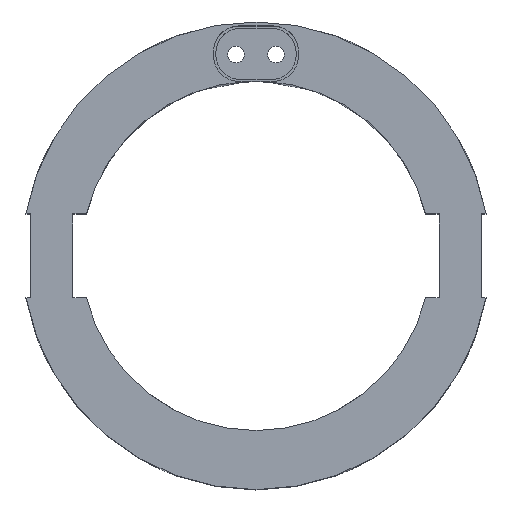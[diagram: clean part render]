
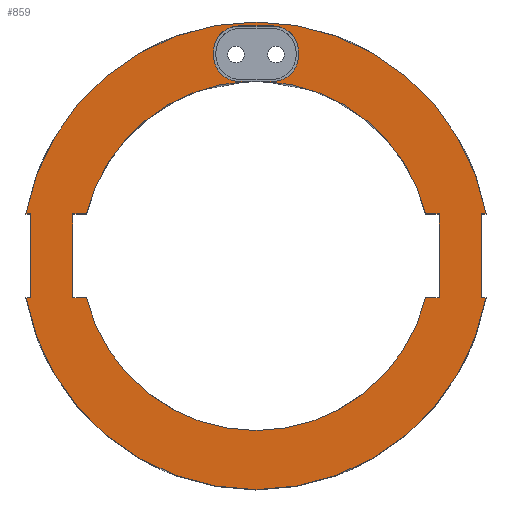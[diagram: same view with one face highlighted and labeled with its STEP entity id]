
A CAD part, top view. The second image highlights one B-rep face of the part: STEP entity #859.
In plain terms, the highlighted planar face has unit normal (0, 0, 1).
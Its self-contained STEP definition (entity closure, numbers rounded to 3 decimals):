
#184 = EDGE_CURVE('',#185,#187,#189,.T.);
#185 = VERTEX_POINT('',#186);
#186 = CARTESIAN_POINT('',(2.05,27.425,26.));
#187 = VERTEX_POINT('',#188);
#188 = CARTESIAN_POINT('',(-2.05,27.425,26.));
#189 = LINE('',#190,#191);
#190 = CARTESIAN_POINT('',(5.05,27.425,26.));
#191 = VECTOR('',#192,1.);
#192 = DIRECTION('',(-1.,0.,0.));
#215 = EDGE_CURVE('',#185,#216,#218,.T.);
#216 = VERTEX_POINT('',#217);
#217 = CARTESIAN_POINT('',(5.05,24.425,26.));
#218 = CIRCLE('',#219,3.);
#219 = AXIS2_PLACEMENT_3D('',#220,#221,#222);
#220 = CARTESIAN_POINT('',(2.05,24.425,26.));
#221 = DIRECTION('',(0.,0.,-1.));
#222 = DIRECTION('',(0.,1.,0.));
#240 = EDGE_CURVE('',#187,#241,#243,.T.);
#241 = VERTEX_POINT('',#242);
#242 = CARTESIAN_POINT('',(-5.05,24.425,26.));
#243 = CIRCLE('',#244,3.);
#244 = AXIS2_PLACEMENT_3D('',#245,#246,#247);
#245 = CARTESIAN_POINT('',(-2.05,24.425,26.));
#246 = DIRECTION('',(0.,-0.,1.));
#247 = DIRECTION('',(0.,1.,0.));
#265 = EDGE_CURVE('',#266,#216,#268,.T.);
#266 = VERTEX_POINT('',#267);
#267 = CARTESIAN_POINT('',(5.05,23.825,26.));
#268 = LINE('',#269,#270);
#269 = CARTESIAN_POINT('',(5.05,20.825,26.));
#270 = VECTOR('',#271,1.);
#271 = DIRECTION('',(0.,1.,0.));
#289 = EDGE_CURVE('',#241,#290,#292,.T.);
#290 = VERTEX_POINT('',#291);
#291 = CARTESIAN_POINT('',(-5.05,23.825,26.));
#292 = LINE('',#293,#294);
#293 = CARTESIAN_POINT('',(-5.05,27.425,26.));
#294 = VECTOR('',#295,1.);
#295 = DIRECTION('',(0.,-1.,0.));
#313 = EDGE_CURVE('',#266,#314,#316,.T.);
#314 = VERTEX_POINT('',#315);
#315 = CARTESIAN_POINT('',(2.05,20.825,26.));
#316 = CIRCLE('',#317,3.);
#317 = AXIS2_PLACEMENT_3D('',#318,#319,#320);
#318 = CARTESIAN_POINT('',(2.05,23.825,26.));
#319 = DIRECTION('',(0.,0.,-1.));
#320 = DIRECTION('',(0.,1.,0.));
#338 = EDGE_CURVE('',#339,#290,#341,.T.);
#339 = VERTEX_POINT('',#340);
#340 = CARTESIAN_POINT('',(-2.05,20.825,26.));
#341 = CIRCLE('',#342,3.);
#342 = AXIS2_PLACEMENT_3D('',#343,#344,#345);
#343 = CARTESIAN_POINT('',(-2.05,23.825,26.));
#344 = DIRECTION('',(0.,0.,-1.));
#345 = DIRECTION('',(0.,1.,0.));
#363 = EDGE_CURVE('',#364,#314,#366,.T.);
#364 = VERTEX_POINT('',#365);
#365 = CARTESIAN_POINT('',(1.021,20.825,26.));
#366 = LINE('',#367,#368);
#367 = CARTESIAN_POINT('',(-5.05,20.825,26.));
#368 = VECTOR('',#369,1.);
#369 = DIRECTION('',(1.,0.,0.));
#387 = EDGE_CURVE('',#339,#388,#390,.T.);
#388 = VERTEX_POINT('',#389);
#389 = CARTESIAN_POINT('',(-1.021,20.825,26.));
#390 = LINE('',#391,#392);
#391 = CARTESIAN_POINT('',(-5.05,20.825,26.));
#392 = VECTOR('',#393,1.);
#393 = DIRECTION('',(1.,0.,0.));
#412 = VERTEX_POINT('',#413);
#413 = CARTESIAN_POINT('',(20.242,5.,26.));
#421 = EDGE_CURVE('',#412,#364,#422,.T.);
#422 = CIRCLE('',#423,20.85);
#423 = AXIS2_PLACEMENT_3D('',#424,#425,#426);
#424 = CARTESIAN_POINT('',(0.,0.,26.));
#425 = DIRECTION('',(0.,0.,1.));
#426 = DIRECTION('',(1.,0.,0.));
#431 = EDGE_CURVE('',#388,#432,#434,.T.);
#432 = VERTEX_POINT('',#433);
#433 = CARTESIAN_POINT('',(-20.242,5.,26.));
#434 = CIRCLE('',#435,20.85);
#435 = AXIS2_PLACEMENT_3D('',#436,#437,#438);
#436 = CARTESIAN_POINT('',(0.,0.,26.));
#437 = DIRECTION('',(0.,0.,1.));
#438 = DIRECTION('',(1.,0.,0.));
#859 = ADVANCED_FACE('',(#860,#928),#996,.T.);
#860 = FACE_BOUND('',#861,.T.);
#861 = EDGE_LOOP('',(#862,#872,#881,#889,#897,#905,#914,#922));
#862 = ORIENTED_EDGE('',*,*,#863,.T.);
#863 = EDGE_CURVE('',#864,#866,#868,.T.);
#864 = VERTEX_POINT('',#865);
#865 = CARTESIAN_POINT('',(26.9,5.,26.));
#866 = VERTEX_POINT('',#867);
#867 = CARTESIAN_POINT('',(27.448,5.,26.));
#868 = LINE('',#869,#870);
#869 = CARTESIAN_POINT('',(26.9,5.,26.));
#870 = VECTOR('',#871,1.);
#871 = DIRECTION('',(1.,0.,0.));
#872 = ORIENTED_EDGE('',*,*,#873,.T.);
#873 = EDGE_CURVE('',#866,#874,#876,.T.);
#874 = VERTEX_POINT('',#875);
#875 = CARTESIAN_POINT('',(-27.448,5.,26.));
#876 = CIRCLE('',#877,27.9);
#877 = AXIS2_PLACEMENT_3D('',#878,#879,#880);
#878 = CARTESIAN_POINT('',(0.,0.,26.));
#879 = DIRECTION('',(0.,0.,1.));
#880 = DIRECTION('',(1.,0.,0.));
#881 = ORIENTED_EDGE('',*,*,#882,.T.);
#882 = EDGE_CURVE('',#874,#883,#885,.T.);
#883 = VERTEX_POINT('',#884);
#884 = CARTESIAN_POINT('',(-26.9,5.,26.));
#885 = LINE('',#886,#887);
#886 = CARTESIAN_POINT('',(-27.9,5.,26.));
#887 = VECTOR('',#888,1.);
#888 = DIRECTION('',(1.,0.,0.));
#889 = ORIENTED_EDGE('',*,*,#890,.T.);
#890 = EDGE_CURVE('',#883,#891,#893,.T.);
#891 = VERTEX_POINT('',#892);
#892 = CARTESIAN_POINT('',(-26.9,-5.,26.));
#893 = LINE('',#894,#895);
#894 = CARTESIAN_POINT('',(-26.9,5.,26.));
#895 = VECTOR('',#896,1.);
#896 = DIRECTION('',(0.,-1.,0.));
#897 = ORIENTED_EDGE('',*,*,#898,.F.);
#898 = EDGE_CURVE('',#899,#891,#901,.T.);
#899 = VERTEX_POINT('',#900);
#900 = CARTESIAN_POINT('',(-27.448,-5.,26.));
#901 = LINE('',#902,#903);
#902 = CARTESIAN_POINT('',(-27.9,-5.,26.));
#903 = VECTOR('',#904,1.);
#904 = DIRECTION('',(1.,0.,0.));
#905 = ORIENTED_EDGE('',*,*,#906,.T.);
#906 = EDGE_CURVE('',#899,#907,#909,.T.);
#907 = VERTEX_POINT('',#908);
#908 = CARTESIAN_POINT('',(27.448,-5.,26.));
#909 = CIRCLE('',#910,27.9);
#910 = AXIS2_PLACEMENT_3D('',#911,#912,#913);
#911 = CARTESIAN_POINT('',(0.,0.,26.));
#912 = DIRECTION('',(0.,0.,1.));
#913 = DIRECTION('',(1.,0.,0.));
#914 = ORIENTED_EDGE('',*,*,#915,.F.);
#915 = EDGE_CURVE('',#916,#907,#918,.T.);
#916 = VERTEX_POINT('',#917);
#917 = CARTESIAN_POINT('',(26.9,-5.,26.));
#918 = LINE('',#919,#920);
#919 = CARTESIAN_POINT('',(26.9,-5.,26.));
#920 = VECTOR('',#921,1.);
#921 = DIRECTION('',(1.,0.,0.));
#922 = ORIENTED_EDGE('',*,*,#923,.F.);
#923 = EDGE_CURVE('',#864,#916,#924,.T.);
#924 = LINE('',#925,#926);
#925 = CARTESIAN_POINT('',(26.9,5.,26.));
#926 = VECTOR('',#927,1.);
#927 = DIRECTION('',(0.,-1.,0.));
#928 = FACE_BOUND('',#929,.T.);
#929 = EDGE_LOOP('',(#930,#931,#932,#933,#941,#949,#957,#966,#974,#982,
    #988,#989,#990,#991,#992,#993,#994,#995));
#930 = ORIENTED_EDGE('',*,*,#313,.T.);
#931 = ORIENTED_EDGE('',*,*,#363,.F.);
#932 = ORIENTED_EDGE('',*,*,#421,.F.);
#933 = ORIENTED_EDGE('',*,*,#934,.T.);
#934 = EDGE_CURVE('',#412,#935,#937,.T.);
#935 = VERTEX_POINT('',#936);
#936 = CARTESIAN_POINT('',(21.85,5.,26.));
#937 = LINE('',#938,#939);
#938 = CARTESIAN_POINT('',(14.819,5.,26.));
#939 = VECTOR('',#940,1.);
#940 = DIRECTION('',(1.,0.,0.));
#941 = ORIENTED_EDGE('',*,*,#942,.T.);
#942 = EDGE_CURVE('',#935,#943,#945,.T.);
#943 = VERTEX_POINT('',#944);
#944 = CARTESIAN_POINT('',(21.85,-5.,26.));
#945 = LINE('',#946,#947);
#946 = CARTESIAN_POINT('',(21.85,5.,26.));
#947 = VECTOR('',#948,1.);
#948 = DIRECTION('',(0.,-1.,0.));
#949 = ORIENTED_EDGE('',*,*,#950,.F.);
#950 = EDGE_CURVE('',#951,#943,#953,.T.);
#951 = VERTEX_POINT('',#952);
#952 = CARTESIAN_POINT('',(20.242,-5.,26.));
#953 = LINE('',#954,#955);
#954 = CARTESIAN_POINT('',(14.819,-5.,26.));
#955 = VECTOR('',#956,1.);
#956 = DIRECTION('',(1.,0.,0.));
#957 = ORIENTED_EDGE('',*,*,#958,.F.);
#958 = EDGE_CURVE('',#959,#951,#961,.T.);
#959 = VERTEX_POINT('',#960);
#960 = CARTESIAN_POINT('',(-20.242,-5.,26.));
#961 = CIRCLE('',#962,20.85);
#962 = AXIS2_PLACEMENT_3D('',#963,#964,#965);
#963 = CARTESIAN_POINT('',(0.,0.,26.));
#964 = DIRECTION('',(0.,0.,1.));
#965 = DIRECTION('',(1.,0.,0.));
#966 = ORIENTED_EDGE('',*,*,#967,.T.);
#967 = EDGE_CURVE('',#959,#968,#970,.T.);
#968 = VERTEX_POINT('',#969);
#969 = CARTESIAN_POINT('',(-21.85,-5.,26.));
#970 = LINE('',#971,#972);
#971 = CARTESIAN_POINT('',(-14.819,-5.,26.));
#972 = VECTOR('',#973,1.);
#973 = DIRECTION('',(-1.,0.,0.));
#974 = ORIENTED_EDGE('',*,*,#975,.F.);
#975 = EDGE_CURVE('',#976,#968,#978,.T.);
#976 = VERTEX_POINT('',#977);
#977 = CARTESIAN_POINT('',(-21.85,5.,26.));
#978 = LINE('',#979,#980);
#979 = CARTESIAN_POINT('',(-21.85,5.,26.));
#980 = VECTOR('',#981,1.);
#981 = DIRECTION('',(0.,-1.,0.));
#982 = ORIENTED_EDGE('',*,*,#983,.F.);
#983 = EDGE_CURVE('',#432,#976,#984,.T.);
#984 = LINE('',#985,#986);
#985 = CARTESIAN_POINT('',(-14.819,5.,26.));
#986 = VECTOR('',#987,1.);
#987 = DIRECTION('',(-1.,0.,0.));
#988 = ORIENTED_EDGE('',*,*,#431,.F.);
#989 = ORIENTED_EDGE('',*,*,#387,.F.);
#990 = ORIENTED_EDGE('',*,*,#338,.T.);
#991 = ORIENTED_EDGE('',*,*,#289,.F.);
#992 = ORIENTED_EDGE('',*,*,#240,.F.);
#993 = ORIENTED_EDGE('',*,*,#184,.F.);
#994 = ORIENTED_EDGE('',*,*,#215,.T.);
#995 = ORIENTED_EDGE('',*,*,#265,.F.);
#996 = PLANE('',#997);
#997 = AXIS2_PLACEMENT_3D('',#998,#999,#1000);
#998 = CARTESIAN_POINT('',(0.,0.,26.));
#999 = DIRECTION('',(0.,0.,1.));
#1000 = DIRECTION('',(1.,0.,0.));
